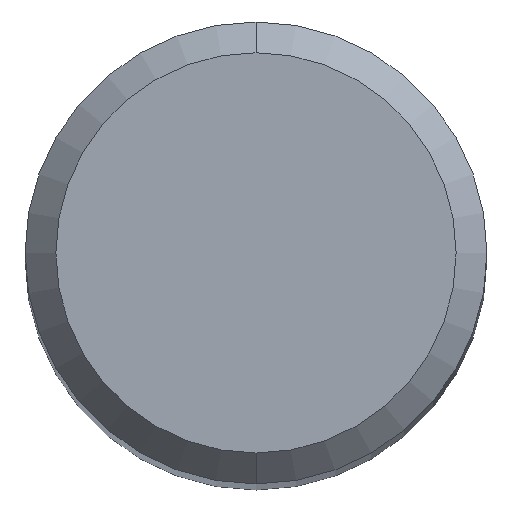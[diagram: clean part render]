
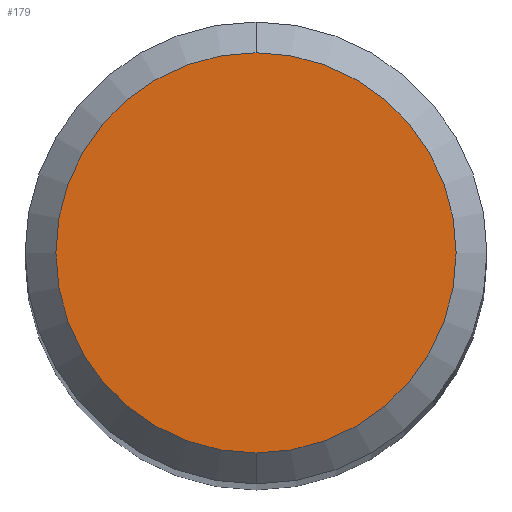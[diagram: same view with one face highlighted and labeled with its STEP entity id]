
A CAD part, top view. The second image highlights one B-rep face of the part: STEP entity #179.
In plain terms, the highlighted planar face has unit normal (0, 0, 1).
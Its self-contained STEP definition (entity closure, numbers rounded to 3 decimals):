
#179=ADVANCED_FACE('',(#486),#487,.T.);
#237=VERTEX_POINT('',#553);
#291=EDGE_CURVE('',#237,#317,#611,.T.);
#317=VERTEX_POINT('',#640);
#421=EDGE_CURVE('',#317,#237,#753,.T.);
#486=FACE_OUTER_BOUND('',#815,.T.);
#487=PLANE('',#816);
#553=CARTESIAN_POINT('',(0.,-2.6,0.0));
#611=CIRCLE('',#1090,2.6);
#640=CARTESIAN_POINT('',(0.0,2.6,0.0));
#753=CIRCLE('',#1370,2.6);
#815=EDGE_LOOP('',(#1446,#1447));
#816=AXIS2_PLACEMENT_3D('',#1448,#1449,#1450);
#1090=AXIS2_PLACEMENT_3D('',#1585,#1586,#1587);
#1370=AXIS2_PLACEMENT_3D('',#1740,#1741,#1742);
#1446=ORIENTED_EDGE('',*,*,#421,.F.);
#1447=ORIENTED_EDGE('',*,*,#291,.F.);
#1448=CARTESIAN_POINT('',(0.0,1.3,0.0));
#1449=DIRECTION('',(-0.0,0.0,1.0));
#1450=DIRECTION('',(0.0,-1.0,0.0));
#1585=CARTESIAN_POINT('',(0.0,0.0,0.0));
#1586=DIRECTION('',(0.0,0.0,-1.0));
#1587=DIRECTION('',(0.0,1.0,0.0));
#1740=CARTESIAN_POINT('',(0.0,0.0,0.0));
#1741=DIRECTION('',(0.0,0.0,-1.0));
#1742=DIRECTION('',(0.0,1.0,0.0));
